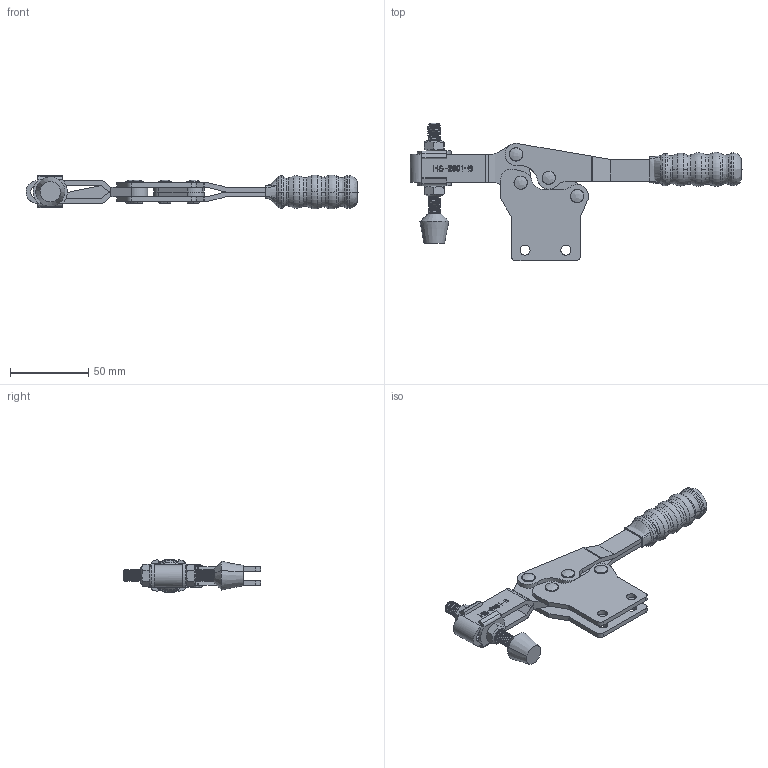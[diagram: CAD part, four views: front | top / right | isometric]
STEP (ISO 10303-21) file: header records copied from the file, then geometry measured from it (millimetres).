
FILE_DESCRIPTION (( 'STEP AP203' ), '1' );
FILE_NAME ('HS-2601-B.STEP', '2019-10-05T08:18:19', ( '微软用户' ), ( '微软中国' ), 'SwSTEP 2.0', 'SolidWorks 2012', '' );
FILE_SCHEMA (( 'CONFIG_CONTROL_DESIGN' ));
Length unit declared in the file: millimetre
Products named in the file (16): HS-2601-B; PRT0070_; HS-2601-B-02____; HS-2600-06____; PRT0069_; HS-2600-03_____ASM; ____2-7949_; NONE-7394_; HS-2600-04_____ASM; NONE-33296_; ____2-22898_; HS-2601-B-01_____ASM; NONE-23498_; ____2-2584_; HS-2600-07____; PRT0068_
Assembly tree (20 placements, depth 3):
  HS-2601-B
    PRT0068_  x2
    HS-2600-07____
    HS-2601-B-01_____ASM
      ____2-2584_
      NONE-23498_
    HS-2600-04_____ASM
      ____2-22898_
      NONE-33296_
    HS-2600-03_____ASM
      NONE-7394_
      ____2-7949_
    PRT0069_  x2
    HS-2600-06____  x4
    HS-2601-B-02____
    PRT0070_
Bounding box: 211.57 x 87.55 x 21.62 mm (x, y, z)
Volume: 60025.9 mm3; surface area: 44475.9 mm2
Topology: 17 solids, 17 shells, 652 faces, 1733 edges, 1125 vertices
Faces by surface type: cylinder 247, plane 232, bspline 111, cone 56, torus 6
Entity records: 52855 total; most frequent: CARTESIAN_POINT 38452, ORIENTED_EDGE 2902, DIRECTION 2180, EDGE_CURVE 1451, VERTEX_POINT 962, AXIS2_PLACEMENT_3D 775, VECTOR 630, LINE 630
